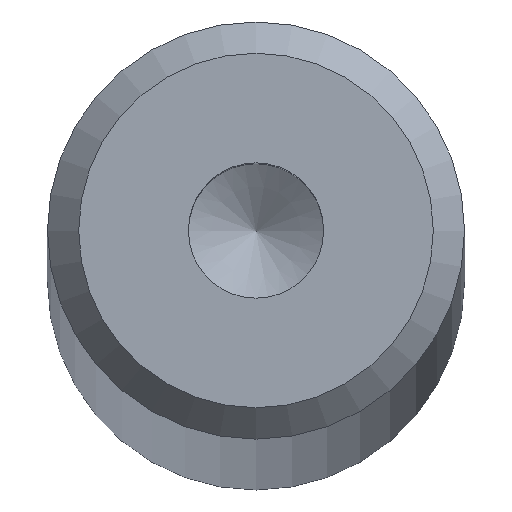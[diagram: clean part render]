
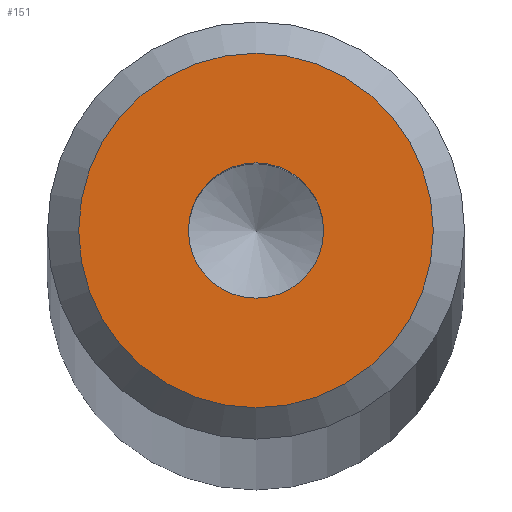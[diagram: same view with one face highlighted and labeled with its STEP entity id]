
A CAD part, top view. The second image highlights one B-rep face of the part: STEP entity #151.
In plain terms, the highlighted planar face has unit normal (0, 0, 1).
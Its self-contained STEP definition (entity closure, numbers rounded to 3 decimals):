
#16=FACE_BOUND('',#41,.T.);
#18=PLANE('',#192);
#30=FACE_OUTER_BOUND('',#40,.T.);
#40=EDGE_LOOP('',(#136));
#41=EDGE_LOOP('',(#137,#138));
#58=CIRCLE('',#176,1.621);
#59=CIRCLE('',#177,1.621);
#67=CIRCLE('',#191,4.25);
#71=VERTEX_POINT('',#253);
#72=VERTEX_POINT('',#254);
#81=VERTEX_POINT('',#283);
#85=EDGE_CURVE('',#71,#72,#58,.T.);
#86=EDGE_CURVE('',#72,#71,#59,.T.);
#100=EDGE_CURVE('',#81,#81,#67,.T.);
#136=ORIENTED_EDGE('',*,*,#100,.F.);
#137=ORIENTED_EDGE('',*,*,#85,.T.);
#138=ORIENTED_EDGE('',*,*,#86,.T.);
#151=ADVANCED_FACE('',(#30,#16),#18,.F.);
#176=AXIS2_PLACEMENT_3D('',#255,#204,#205);
#177=AXIS2_PLACEMENT_3D('',#256,#206,#207);
#191=AXIS2_PLACEMENT_3D('',#285,#240,#241);
#192=AXIS2_PLACEMENT_3D('',#286,#242,#243);
#204=DIRECTION('center_axis',(0.,0.,-1.));
#205=DIRECTION('ref_axis',(-1.,0.,0.));
#206=DIRECTION('center_axis',(0.,0.,-1.));
#207=DIRECTION('ref_axis',(-1.,0.,0.));
#240=DIRECTION('center_axis',(0.,0.,-1.));
#241=DIRECTION('ref_axis',(-1.,0.,0.));
#242=DIRECTION('center_axis',(0.,0.,-1.));
#243=DIRECTION('ref_axis',(-1.,0.,0.));
#253=CARTESIAN_POINT('',(-1.621,0.,350.));
#254=CARTESIAN_POINT('',(1.621,0.,350.));
#255=CARTESIAN_POINT('Origin',(0.,0.,350.));
#256=CARTESIAN_POINT('Origin',(0.,0.,350.));
#283=CARTESIAN_POINT('',(4.25,0.,350.));
#285=CARTESIAN_POINT('Origin',(0.,0.,350.));
#286=CARTESIAN_POINT('Origin',(0.,0.,350.));
